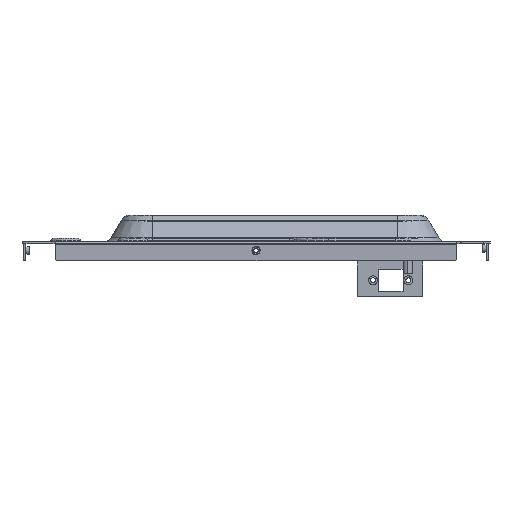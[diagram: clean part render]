
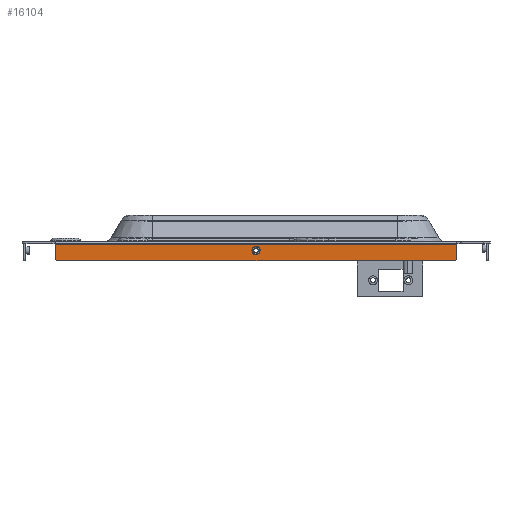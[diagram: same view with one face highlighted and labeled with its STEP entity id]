
A CAD part, left-side view. The second image highlights one B-rep face of the part: STEP entity #16104.
In plain terms, the highlighted planar face has unit normal (-1, 0, 0).
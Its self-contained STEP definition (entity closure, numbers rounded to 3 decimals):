
#42 = DIRECTION ( 'NONE',  ( 1., 0., 0. ) ) ;
#144 = EDGE_LOOP ( 'NONE', ( #23406, #22412 ) ) ;
#178 = LINE ( 'NONE', #1348, #1113 ) ;
#259 = CARTESIAN_POINT ( 'NONE',  ( 2252.5, -290.5, -234. ) ) ;
#353 = VERTEX_POINT ( 'NONE', #7002 ) ;
#496 = DIRECTION ( 'NONE',  ( 0., 0., -1. ) ) ;
#994 = CARTESIAN_POINT ( 'NONE',  ( 2252.5, -288.5, -236. ) ) ;
#1113 = VECTOR ( 'NONE', #25380, 1000. ) ;
#1280 = LINE ( 'NONE', #15523, #13735 ) ;
#1348 = CARTESIAN_POINT ( 'NONE',  ( 2252.5, 16.5, -223.1 ) ) ;
#1626 = CARTESIAN_POINT ( 'NONE',  ( 2252.5, -137.008, -224.85 ) ) ;
#1855 = CARTESIAN_POINT ( 'NONE',  ( 2252.5, 43., -158. ) ) ;
#1900 = CARTESIAN_POINT ( 'NONE',  ( 2252.5, -137.008, -231.15 ) ) ;
#1917 = CARTESIAN_POINT ( 'NONE',  ( 2252.5, -137.008, -231.15 ) ) ;
#2125 = EDGE_LOOP ( 'NONE', ( #8710, #16543, #8477, #13724, #9805, #17092 ) ) ;
#2227 = CARTESIAN_POINT ( 'NONE',  ( 2252.5, 14.5, -234. ) ) ;
#2298 = EDGE_CURVE ( 'NONE', #16852, #14014, #16843, .T. ) ;
#3738 = PLANE ( 'NONE',  #20802 ) ;
#3850 = FACE_OUTER_BOUND ( 'NONE', #2125, .T. ) ;
#4069 = CARTESIAN_POINT ( 'NONE',  ( 2252.5, -290.5, -223.1 ) ) ;
#4376 = DIRECTION ( 'NONE',  ( 1., 0., 0. ) ) ;
#4747 = LINE ( 'NONE', #19075, #20091 ) ;
#5884 = CARTESIAN_POINT ( 'NONE',  ( 2252.5, -130.708, -231.15 ) ) ;
#6492 = VERTEX_POINT ( 'NONE', #259 ) ;
#6648 = EDGE_CURVE ( 'NONE', #15891, #353, #4747, .T. ) ;
#7002 = CARTESIAN_POINT ( 'NONE',  ( 2252.5, 14.5, -236. ) ) ;
#7509 = DIRECTION ( 'NONE',  ( 0., 0., 1. ) ) ;
#7652 = DIRECTION ( 'NONE',  ( 0., 0., -1. ) ) ;
#8477 = ORIENTED_EDGE ( 'NONE', *, *, #25480, .F. ) ;
#8710 = ORIENTED_EDGE ( 'NONE', *, *, #25166, .F. ) ;
#9805 = ORIENTED_EDGE ( 'NONE', *, *, #23286, .F. ) ;
#9959 = CARTESIAN_POINT ( 'NONE',  ( 2252.5, -137.008, -224.85 ) ) ;
#10301 = VERTEX_POINT ( 'NONE', #4069 ) ;
#10342 = VECTOR ( 'NONE', #7509, 1000. ) ;
#10433 = CIRCLE ( 'NONE', #17451, 2. ) ;
#12213 = DIRECTION ( 'NONE',  ( 1., 0., 0. ) ) ;
#12329 = CARTESIAN_POINT ( 'NONE',  ( 2252.5, -143.308, -224.85 ) ) ;
#13724 = ORIENTED_EDGE ( 'NONE', *, *, #16829, .F. ) ;
#13735 = VECTOR ( 'NONE', #17547, 1000. ) ;
#13944 = CIRCLE ( 'NONE', #16575, 2. ) ;
#14014 = VERTEX_POINT ( 'NONE', #19864 ) ;
#14186 = CARTESIAN_POINT ( 'NONE',  ( 2252.5, 16.5, -223.1 ) ) ;
#15523 = CARTESIAN_POINT ( 'NONE',  ( 2252.5, -290.5, -223. ) ) ;
#15847 = CARTESIAN_POINT ( 'NONE',  ( 2252.5, -143.308, -231.15 ) ) ;
#15891 = VERTEX_POINT ( 'NONE', #994 ) ;
#15910 = CARTESIAN_POINT ( 'NONE',  ( 2252.5, -130.708, -224.85 ) ) ;
#16104 = ADVANCED_FACE ( 'NONE', ( #3850, #24521 ), #3738, .F. ) ;
#16155 = DIRECTION ( 'NONE',  ( 0., 0., -1. ) ) ;
#16189 = CARTESIAN_POINT ( 'NONE',  ( 2252.5, -137.008, -224.85 ) ) ;
#16543 = ORIENTED_EDGE ( 'NONE', *, *, #17880, .F. ) ;
#16575 = AXIS2_PLACEMENT_3D ( 'NONE', #2227, #12213, #16155 ) ;
#16829 = EDGE_CURVE ( 'NONE', #17338, #20321, #21625, .T. ) ;
#16843 =( BOUNDED_CURVE ( )  B_SPLINE_CURVE ( 3, ( #9959, #15910, #5884, #1900 ),
 .UNSPECIFIED., .F., .F. ) 
 B_SPLINE_CURVE_WITH_KNOTS ( ( 4, 4 ),
 ( 0.5, 1. ),
 .UNSPECIFIED. ) 
 CURVE ( )  GEOMETRIC_REPRESENTATION_ITEM ( )  RATIONAL_B_SPLINE_CURVE ( ( 1., 0.333, 0.333, 1. ) ) 
 REPRESENTATION_ITEM ( '' )  );
#16852 = VERTEX_POINT ( 'NONE', #1626 ) ;
#17092 = ORIENTED_EDGE ( 'NONE', *, *, #6648, .F. ) ;
#17338 = VERTEX_POINT ( 'NONE', #19055 ) ;
#17451 = AXIS2_PLACEMENT_3D ( 'NONE', #24431, #4376, #496 ) ;
#17474 = CARTESIAN_POINT ( 'NONE',  ( 2252.5, 16.5, -158. ) ) ;
#17547 = DIRECTION ( 'NONE',  ( 0., 0., -1. ) ) ;
#17614 =( BOUNDED_CURVE ( )  B_SPLINE_CURVE ( 3, ( #1917, #15847, #12329, #16189 ),
 .UNSPECIFIED., .F., .T. ) 
 B_SPLINE_CURVE_WITH_KNOTS ( ( 4, 4 ),
 ( 0., 0.5 ),
 .UNSPECIFIED. ) 
 CURVE ( )  GEOMETRIC_REPRESENTATION_ITEM ( )  RATIONAL_B_SPLINE_CURVE ( ( 1., 0.333, 0.333, 1. ) ) 
 REPRESENTATION_ITEM ( '' )  );
#17880 = EDGE_CURVE ( 'NONE', #10301, #6492, #1280, .T. ) ;
#18440 = EDGE_CURVE ( 'NONE', #14014, #16852, #17614, .T. ) ;
#19055 = CARTESIAN_POINT ( 'NONE',  ( 2252.5, 16.5, -234. ) ) ;
#19075 = CARTESIAN_POINT ( 'NONE',  ( 2252.5, 43., -236. ) ) ;
#19864 = CARTESIAN_POINT ( 'NONE',  ( 2252.5, -137.008, -231.15 ) ) ;
#20091 = VECTOR ( 'NONE', #25312, 1000. ) ;
#20321 = VERTEX_POINT ( 'NONE', #14186 ) ;
#20802 = AXIS2_PLACEMENT_3D ( 'NONE', #1855, #42, #7652 ) ;
#21625 = LINE ( 'NONE', #17474, #10342 ) ;
#22412 = ORIENTED_EDGE ( 'NONE', *, *, #2298, .F. ) ;
#23286 = EDGE_CURVE ( 'NONE', #353, #17338, #13944, .T. ) ;
#23406 = ORIENTED_EDGE ( 'NONE', *, *, #18440, .F. ) ;
#24431 = CARTESIAN_POINT ( 'NONE',  ( 2252.5, -288.5, -234. ) ) ;
#24521 = FACE_BOUND ( 'NONE', #144, .T. ) ;
#25166 = EDGE_CURVE ( 'NONE', #6492, #15891, #10433, .T. ) ;
#25312 = DIRECTION ( 'NONE',  ( 0., 1., 0. ) ) ;
#25380 = DIRECTION ( 'NONE',  ( 0., -1., 0. ) ) ;
#25480 = EDGE_CURVE ( 'NONE', #20321, #10301, #178, .T. ) ;
